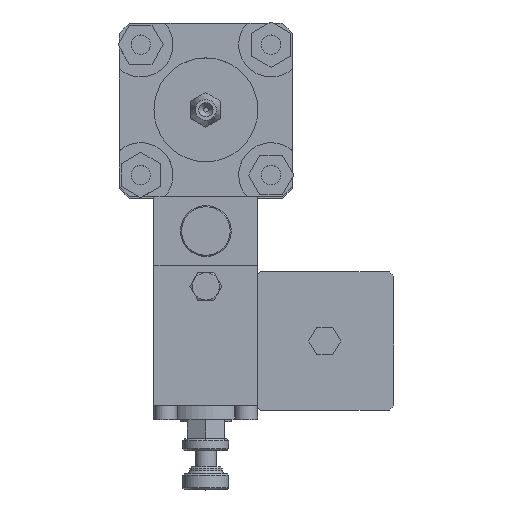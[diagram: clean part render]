
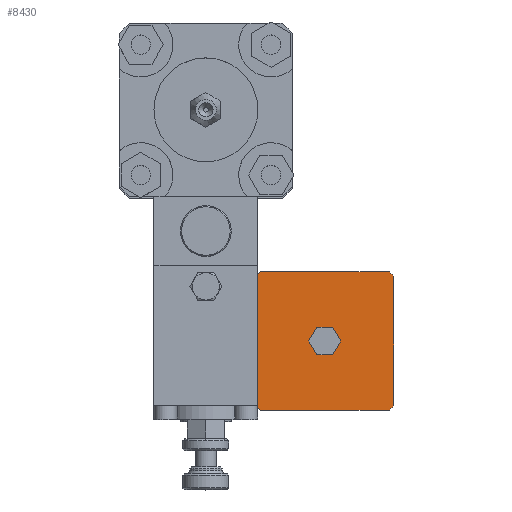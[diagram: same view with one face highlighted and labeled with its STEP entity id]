
A CAD part, top view. The second image highlights one B-rep face of the part: STEP entity #8430.
In plain terms, the highlighted face is planar.
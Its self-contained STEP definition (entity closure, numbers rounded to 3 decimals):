
#7965=CARTESIAN_POINT('',(-11.5,48.036,26.5));
#7966=VERTEX_POINT('',#7965);
#7973=CARTESIAN_POINT('',(-11.5,44.572,32.5));
#7974=VERTEX_POINT('',#7973);
#7975=CARTESIAN_POINT('',(-11.5,44.572,32.5));
#7976=DIRECTION('',(0.0,0.5,-0.866));
#7977=VECTOR('',#7976,6.928);
#7978=LINE('',#7975,#7977);
#7979=EDGE_CURVE('',#7974,#7966,#7978,.T.);
#8003=CARTESIAN_POINT('',(-11.5,54.964,26.5));
#8004=VERTEX_POINT('',#8003);
#8011=CARTESIAN_POINT('',(-11.5,48.036,26.5));
#8012=DIRECTION('',(0.0,1.0,0.0));
#8013=VECTOR('',#8012,6.928);
#8014=LINE('',#8011,#8013);
#8015=EDGE_CURVE('',#7966,#8004,#8014,.T.);
#8034=CARTESIAN_POINT('',(-11.5,58.428,32.5));
#8035=VERTEX_POINT('',#8034);
#8042=CARTESIAN_POINT('',(-11.5,54.964,26.5));
#8043=DIRECTION('',(0.0,0.5,0.866));
#8044=VECTOR('',#8043,6.928);
#8045=LINE('',#8042,#8044);
#8046=EDGE_CURVE('',#8004,#8035,#8045,.T.);
#8065=CARTESIAN_POINT('',(-11.5,54.964,38.5));
#8066=VERTEX_POINT('',#8065);
#8073=CARTESIAN_POINT('',(-11.5,58.428,32.5));
#8074=DIRECTION('',(0.0,-0.5,0.866));
#8075=VECTOR('',#8074,6.928);
#8076=LINE('',#8073,#8075);
#8077=EDGE_CURVE('',#8035,#8066,#8076,.T.);
#8096=CARTESIAN_POINT('',(-11.5,48.036,38.5));
#8097=VERTEX_POINT('',#8096);
#8104=CARTESIAN_POINT('',(-11.5,54.964,38.5));
#8105=DIRECTION('',(0.0,-1.0,0.0));
#8106=VECTOR('',#8105,6.928);
#8107=LINE('',#8104,#8106);
#8108=EDGE_CURVE('',#8066,#8097,#8107,.T.);
#8126=CARTESIAN_POINT('',(-11.5,48.036,38.5));
#8127=DIRECTION('',(0.0,-0.5,-0.866));
#8128=VECTOR('',#8127,6.928);
#8129=LINE('',#8126,#8128);
#8130=EDGE_CURVE('',#8097,#7974,#8129,.T.);
#8347=CARTESIAN_POINT('',(-11.5,51.5,32.5));
#8348=DIRECTION('',(1.0,0.0,0.0));
#8349=DIRECTION('',(0.0,0.0,-1.0));
#8350=AXIS2_PLACEMENT_3D('',#8347,#8348,#8349);
#8351=PLANE('',#8350);
#8352=CARTESIAN_POINT('',(-11.5,22.5,3.517));
#8353=VERTEX_POINT('',#8352);
#8354=CARTESIAN_POINT('',(-11.5,22.5,61.483));
#8355=VERTEX_POINT('',#8354);
#8356=CARTESIAN_POINT('',(-11.5,22.5,3.517));
#8357=DIRECTION('',(0.0,0.0,1.0));
#8358=VECTOR('',#8357,57.966);
#8359=LINE('',#8356,#8358);
#8360=EDGE_CURVE('',#8353,#8355,#8359,.T.);
#8361=ORIENTED_EDGE('',*,*,#8360,.T.);
#8362=CARTESIAN_POINT('',(-11.5,23.554,62.5));
#8363=VERTEX_POINT('',#8362);
#8364=CARTESIAN_POINT('',(-11.5,51.5,32.5));
#8365=DIRECTION('',(1.,0.0,0.0));
#8366=DIRECTION('',(0.0,-0.682,0.732));
#8367=AXIS2_PLACEMENT_3D('',#8364,#8365,#8366);
#8368=CIRCLE('',#8367,41.0);
#8369=EDGE_CURVE('',#8363,#8355,#8368,.T.);
#8370=ORIENTED_EDGE('',*,*,#8369,.F.);
#8371=CARTESIAN_POINT('',(-11.5,79.446,62.5));
#8372=VERTEX_POINT('',#8371);
#8373=CARTESIAN_POINT('',(-11.5,79.446,62.5));
#8374=DIRECTION('',(0.0,-1.0,0.0));
#8375=VECTOR('',#8374,55.893);
#8376=LINE('',#8373,#8375);
#8377=EDGE_CURVE('',#8372,#8363,#8376,.T.);
#8378=ORIENTED_EDGE('',*,*,#8377,.F.);
#8379=CARTESIAN_POINT('',(-11.5,81.5,60.446));
#8380=VERTEX_POINT('',#8379);
#8381=CARTESIAN_POINT('',(-11.5,51.5,32.5));
#8382=DIRECTION('',(1.,0.0,0.0));
#8383=DIRECTION('',(0.0,0.732,0.682));
#8384=AXIS2_PLACEMENT_3D('',#8381,#8382,#8383);
#8385=CIRCLE('',#8384,41.0);
#8386=EDGE_CURVE('',#8380,#8372,#8385,.T.);
#8387=ORIENTED_EDGE('',*,*,#8386,.F.);
#8388=CARTESIAN_POINT('',(-11.5,81.5,4.554));
#8389=VERTEX_POINT('',#8388);
#8390=CARTESIAN_POINT('',(-11.5,81.5,4.554));
#8391=DIRECTION('',(0.0,0.0,1.0));
#8392=VECTOR('',#8391,55.893);
#8393=LINE('',#8390,#8392);
#8394=EDGE_CURVE('',#8389,#8380,#8393,.T.);
#8395=ORIENTED_EDGE('',*,*,#8394,.F.);
#8396=CARTESIAN_POINT('',(-11.5,79.446,2.5));
#8397=VERTEX_POINT('',#8396);
#8398=CARTESIAN_POINT('',(-11.5,51.5,32.5));
#8399=DIRECTION('',(1.0,0.0,0.0));
#8400=DIRECTION('',(0.0,0.682,-0.732));
#8401=AXIS2_PLACEMENT_3D('',#8398,#8399,#8400);
#8402=CIRCLE('',#8401,41.);
#8403=EDGE_CURVE('',#8397,#8389,#8402,.T.);
#8404=ORIENTED_EDGE('',*,*,#8403,.F.);
#8405=CARTESIAN_POINT('',(-11.5,23.554,2.5));
#8406=VERTEX_POINT('',#8405);
#8407=CARTESIAN_POINT('',(-11.5,23.554,2.5));
#8408=DIRECTION('',(0.0,1.0,0.0));
#8409=VECTOR('',#8408,55.893);
#8410=LINE('',#8407,#8409);
#8411=EDGE_CURVE('',#8406,#8397,#8410,.T.);
#8412=ORIENTED_EDGE('',*,*,#8411,.F.);
#8413=CARTESIAN_POINT('',(-11.5,51.5,32.5));
#8414=DIRECTION('',(1.0,0.0,0.0));
#8415=DIRECTION('',(0.0,-0.732,-0.682));
#8416=AXIS2_PLACEMENT_3D('',#8413,#8414,#8415);
#8417=CIRCLE('',#8416,41.);
#8418=EDGE_CURVE('',#8353,#8406,#8417,.T.);
#8419=ORIENTED_EDGE('',*,*,#8418,.F.);
#8420=EDGE_LOOP('',(#8361,#8370,#8378,#8387,#8395,#8404,#8412,#8419));
#8421=FACE_OUTER_BOUND('',#8420,.T.);
#8422=ORIENTED_EDGE('',*,*,#7979,.T.);
#8423=ORIENTED_EDGE('',*,*,#8015,.T.);
#8424=ORIENTED_EDGE('',*,*,#8046,.T.);
#8425=ORIENTED_EDGE('',*,*,#8077,.T.);
#8426=ORIENTED_EDGE('',*,*,#8108,.T.);
#8427=ORIENTED_EDGE('',*,*,#8130,.T.);
#8428=EDGE_LOOP('',(#8422,#8423,#8424,#8425,#8426,#8427));
#8429=FACE_BOUND('',#8428,.T.);
#8430=ADVANCED_FACE('',(#8421,#8429),#8351,.F.);
